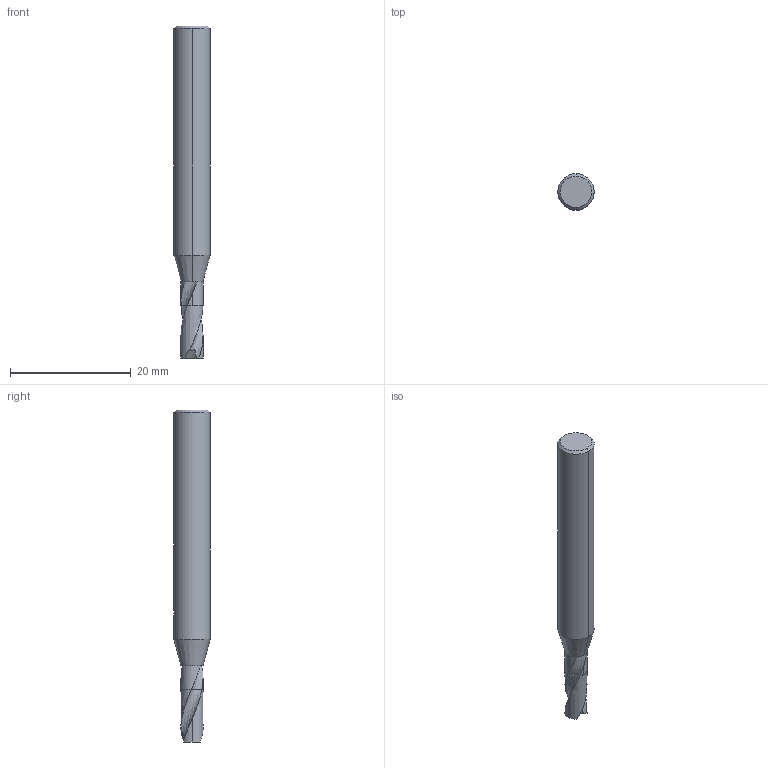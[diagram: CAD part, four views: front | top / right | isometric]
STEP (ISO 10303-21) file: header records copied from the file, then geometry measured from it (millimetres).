
FILE_DESCRIPTION(('no description'),'unknown implementation level');
FILE_NAME('solidW9ZuK8eGuW8C7g0wZaq4ULGo8tI_1.STP',' ',('CIM GmbH Aachen'),('CADClick - KiM GmbH - www.kimweb.de'),'unknown preprocess','ACIS','unknown authorization');
FILE_SCHEMA(('automotive_design'));
Length unit declared in the file: millimetre
Products named in the file (2): 1; 2
Bounding box: 6 x 6 x 55 mm (x, y, z)
Volume: 1253.1 mm3; surface area: 989.8 mm2
Topology: 2 solids, 2 shells, 45 faces, 113 edges, 72 vertices
Faces by surface type: plane 15, cylinder 14, cone 12, bspline 4
Entity records: 4670 total; most frequent: CARTESIAN_POINT 2315, STYLED_ITEM 232, PRESENTATION_STYLE_ASSIGNMENT 232, COLOUR_RGB 232, ORIENTED_EDGE 226, DIRECTION 197, EDGE_CURVE 113, CURVE_STYLE 113
